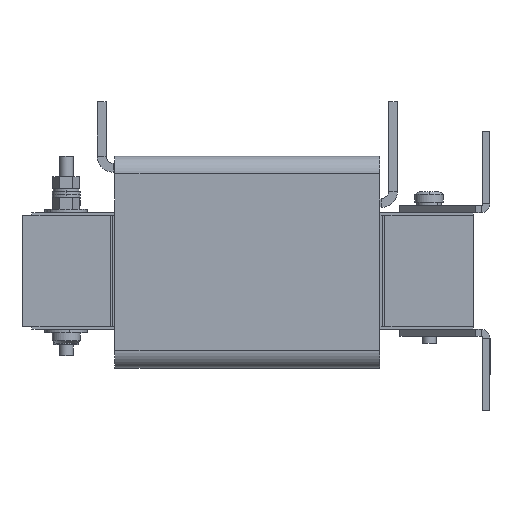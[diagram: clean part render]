
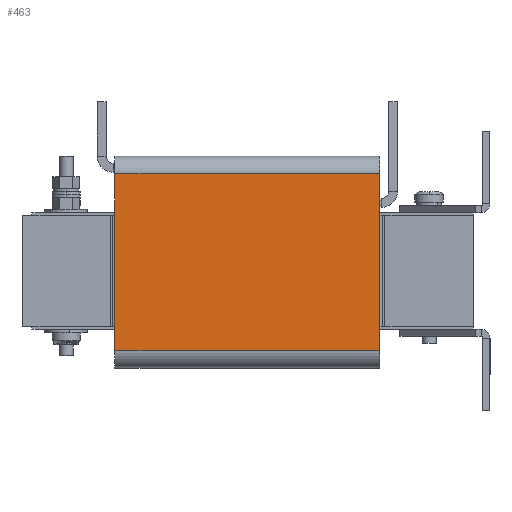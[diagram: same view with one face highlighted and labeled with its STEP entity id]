
A CAD part, left-side view. The second image highlights one B-rep face of the part: STEP entity #463.
In plain terms, the highlighted planar face has unit normal (-1, 0, 0).
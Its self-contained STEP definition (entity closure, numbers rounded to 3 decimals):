
#306 = FACE_OUTER_BOUND ( 'NONE', #2651, .T. ) ;
#463 = ADVANCED_FACE ( 'Defeature ausgef�hrt3_7', ( #306 ), #3280, .T. ) ;
#728 = EDGE_CURVE ( 'Defeature ausgef�hrt3_7+Defeature ausgef�hrt3_6+Defeature ausgef�hrt3_4+Defeature ausgef�hrt3_5', #8852, #8127, #10283, .T. ) ;
#1131 = DIRECTION ( 'NONE',  ( 0., 0., -1. ) ) ;
#1424 = CARTESIAN_POINT ( 'NONE',  ( -147., 75., -45. ) ) ;
#1574 = ORIENTED_EDGE ( 'NONE', *, *, #10038, .F. ) ;
#1691 = DIRECTION ( 'NONE',  ( 0., 0., -1. ) ) ;
#2301 = ORIENTED_EDGE ( 'NONE', *, *, #728, .T. ) ;
#2392 = DIRECTION ( 'NONE',  ( 0., 1., 0. ) ) ;
#2621 = CARTESIAN_POINT ( 'NONE',  ( -147., -75., -45. ) ) ;
#2651 = EDGE_LOOP ( 'NONE', ( #1574, #11235, #5672, #2301 ) ) ;
#2807 = CARTESIAN_POINT ( 'NONE',  ( -147., 75., -45. ) ) ;
#2868 = CARTESIAN_POINT ( 'NONE',  ( -147., 75., 55. ) ) ;
#3005 = LINE ( 'NONE', #6031, #12570 ) ;
#3280 = PLANE ( 'NONE',  #7893 ) ;
#3942 = LINE ( 'NONE', #2868, #11346 ) ;
#4221 = CARTESIAN_POINT ( 'NONE',  ( -147., 75., 55. ) ) ;
#5447 = DIRECTION ( 'NONE',  ( -1., 0., 0. ) ) ;
#5672 = ORIENTED_EDGE ( 'NONE', *, *, #9028, .T. ) ;
#6031 = CARTESIAN_POINT ( 'NONE',  ( -147., 75., 0. ) ) ;
#6907 = VECTOR ( 'NONE', #12407, 1000. ) ;
#7491 = CARTESIAN_POINT ( 'NONE',  ( -147., -75., 55. ) ) ;
#7524 = VECTOR ( 'NONE', #1691, 1000. ) ;
#7622 = CARTESIAN_POINT ( 'NONE',  ( -147., -75., 0. ) ) ;
#7893 = AXIS2_PLACEMENT_3D ( 'NONE', #10217, #5447, #2392 ) ;
#8127 = VERTEX_POINT ( 'NONE', #2621 ) ;
#8852 = VERTEX_POINT ( 'NONE', #2807 ) ;
#9028 = EDGE_CURVE ( 'Defeature ausgef�hrt3_7+Defeature ausgef�hrt3_4+Defeature ausgef�hrt3_8+Defeature ausgef�hrt3_6', #9057, #8852, #3005, .T. ) ;
#9057 = VERTEX_POINT ( 'NONE', #4221 ) ;
#9489 = EDGE_CURVE ( 'Defeature ausgef�hrt3_8+Defeature ausgef�hrt3_7+Defeature ausgef�hrt3_4+Defeature ausgef�hrt3_5', #9057, #10948, #3942, .T. ) ;
#10038 = EDGE_CURVE ( 'Defeature ausgef�hrt3_5+Defeature ausgef�hrt3_7+Defeature ausgef�hrt3_8+Defeature ausgef�hrt3_6', #10948, #8127, #12435, .T. ) ;
#10217 = CARTESIAN_POINT ( 'NONE',  ( -147., 75., 0. ) ) ;
#10283 = LINE ( 'NONE', #1424, #6907 ) ;
#10948 = VERTEX_POINT ( 'NONE', #7491 ) ;
#11235 = ORIENTED_EDGE ( 'NONE', *, *, #9489, .F. ) ;
#11346 = VECTOR ( 'NONE', #11714, 1000. ) ;
#11714 = DIRECTION ( 'NONE',  ( 0., -1., 0. ) ) ;
#12407 = DIRECTION ( 'NONE',  ( 0., -1., 0. ) ) ;
#12435 = LINE ( 'NONE', #7622, #7524 ) ;
#12570 = VECTOR ( 'NONE', #1131, 1000. ) ;
